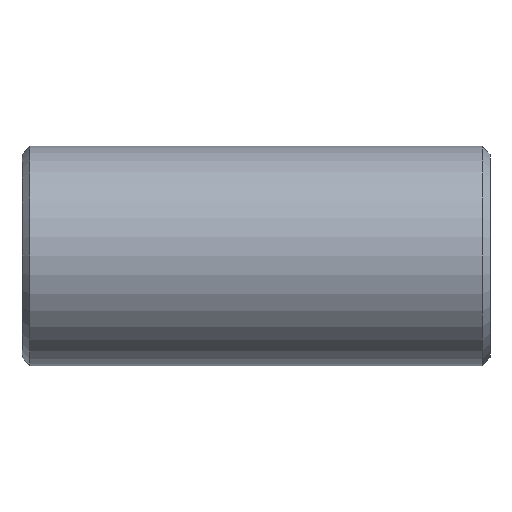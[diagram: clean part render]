
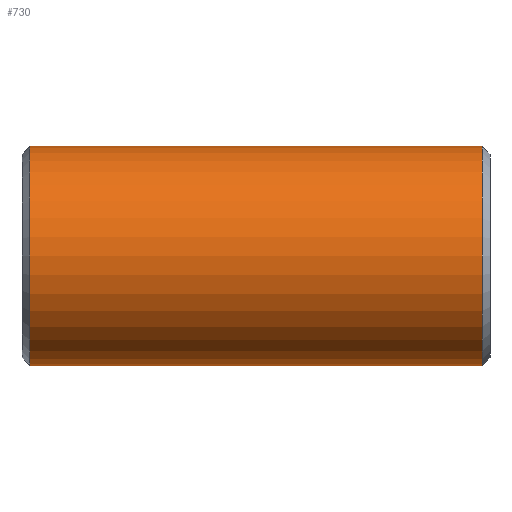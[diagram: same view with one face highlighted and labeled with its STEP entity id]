
A CAD part, front view. The second image highlights one B-rep face of the part: STEP entity #730.
In plain terms, the highlighted cylindrical face has radius 13.335 mm (diameter 26.67 mm), a partial arc.
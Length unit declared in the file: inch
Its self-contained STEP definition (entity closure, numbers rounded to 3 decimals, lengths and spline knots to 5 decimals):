
#7 = DIRECTION ( 'NONE',  ( 0., 0., -1. ) ) ;
#42 = AXIS2_PLACEMENT_3D ( 'NONE', #407, #651, #7 ) ;
#55 = CARTESIAN_POINT ( 'NONE',  ( 1.12, 0., 0. ) ) ;
#108 = DIRECTION ( 'NONE',  ( 0., 0., 1. ) ) ;
#110 = CYLINDRICAL_SURFACE ( 'NONE', #384, 0.525 ) ;
#115 = EDGE_CURVE ( 'NONE', #355, #702, #670, .T. ) ;
#151 = DIRECTION ( 'NONE',  ( -1., 0., 0. ) ) ;
#179 = VERTEX_POINT ( 'NONE', #747 ) ;
#189 = VECTOR ( 'NONE', #625, 39.37008 ) ;
#231 = DIRECTION ( 'NONE',  ( 1., 0., 0. ) ) ;
#284 = DIRECTION ( 'NONE',  ( 0., 0., 1. ) ) ;
#290 = DIRECTION ( 'NONE',  ( -1., 0., 0. ) ) ;
#317 = LINE ( 'NONE', #478, #581 ) ;
#355 = VERTEX_POINT ( 'NONE', #738 ) ;
#379 = CARTESIAN_POINT ( 'NONE',  ( -1.08233, 0., -0.525 ) ) ;
#384 = AXIS2_PLACEMENT_3D ( 'NONE', #55, #290, #108 ) ;
#407 = CARTESIAN_POINT ( 'NONE',  ( 1.08233, 0., 0. ) ) ;
#413 = ORIENTED_EDGE ( 'NONE', *, *, #570, .T. ) ;
#447 = LINE ( 'NONE', #676, #189 ) ;
#478 = CARTESIAN_POINT ( 'NONE',  ( 1.12, 0., 0.525 ) ) ;
#551 = AXIS2_PLACEMENT_3D ( 'NONE', #615, #231, #284 ) ;
#564 = FACE_OUTER_BOUND ( 'NONE', #590, .T. ) ;
#570 = EDGE_CURVE ( 'NONE', #702, #179, #317, .T. ) ;
#581 = VECTOR ( 'NONE', #151, 39.37008 ) ;
#590 = EDGE_LOOP ( 'NONE', ( #653, #716, #413, #643 ) ) ;
#615 = CARTESIAN_POINT ( 'NONE',  ( -1.08233, 0., 0. ) ) ;
#625 = DIRECTION ( 'NONE',  ( -1., 0., 0. ) ) ;
#630 = CIRCLE ( 'NONE', #551, 0.525 ) ;
#643 = ORIENTED_EDGE ( 'NONE', *, *, #718, .T. ) ;
#651 = DIRECTION ( 'NONE',  ( -1., 0., 0. ) ) ;
#653 = ORIENTED_EDGE ( 'NONE', *, *, #694, .F. ) ;
#670 = CIRCLE ( 'NONE', #42, 0.525 ) ;
#676 = CARTESIAN_POINT ( 'NONE',  ( 1.12, 0., -0.525 ) ) ;
#681 = CARTESIAN_POINT ( 'NONE',  ( 1.08233, 0., 0.525 ) ) ;
#694 = EDGE_CURVE ( 'NONE', #355, #709, #447, .T. ) ;
#702 = VERTEX_POINT ( 'NONE', #681 ) ;
#709 = VERTEX_POINT ( 'NONE', #379 ) ;
#716 = ORIENTED_EDGE ( 'NONE', *, *, #115, .T. ) ;
#718 = EDGE_CURVE ( 'NONE', #179, #709, #630, .T. ) ;
#730 = ADVANCED_FACE ( 'NONE', ( #564 ), #110, .T. ) ;
#738 = CARTESIAN_POINT ( 'NONE',  ( 1.08233, 0., -0.525 ) ) ;
#747 = CARTESIAN_POINT ( 'NONE',  ( -1.08233, 0., 0.525 ) ) ;
